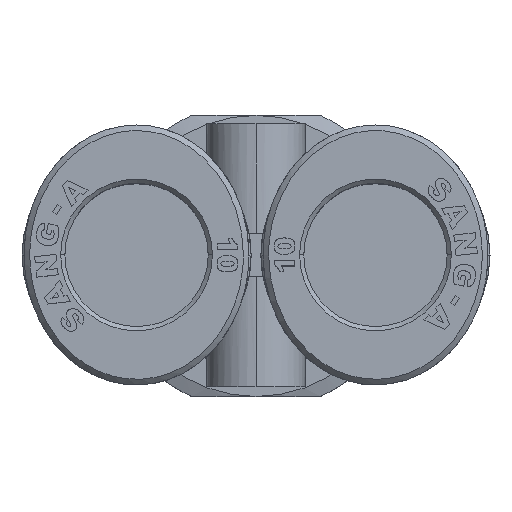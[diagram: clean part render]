
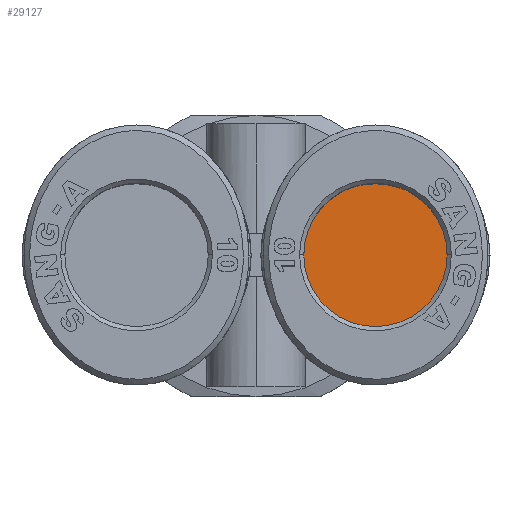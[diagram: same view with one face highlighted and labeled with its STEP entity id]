
A CAD part, top view. The second image highlights one B-rep face of the part: STEP entity #29127.
In plain terms, the highlighted face is planar.
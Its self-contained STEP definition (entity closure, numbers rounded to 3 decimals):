
#1347=CARTESIAN_POINT('',(-3.633,0.,-22.1));
#1348=VERTEX_POINT('',#1347);
#1357=CARTESIAN_POINT('',(-3.633,0.,-11.9));
#1358=VERTEX_POINT('',#1357);
#1359=CARTESIAN_POINT('',(-3.633,0.,-17.0));
#1360=DIRECTION('',(-1.0,0.0,0.0));
#1361=DIRECTION('',(0.0,0.0,-1.0));
#1362=AXIS2_PLACEMENT_3D('',#1359,#1360,#1361);
#1363=CIRCLE('',#1362,5.1);
#1364=EDGE_CURVE('',#1348,#1358,#1363,.T.);
#29108=CARTESIAN_POINT('',(-3.633,0.,-17.0));
#29109=DIRECTION('',(-1.0,0.0,0.0));
#29110=DIRECTION('',(0.0,0.0,-1.0));
#29111=AXIS2_PLACEMENT_3D('',#29108,#29109,#29110);
#29112=CIRCLE('',#29111,5.1);
#29113=EDGE_CURVE('',#1358,#1348,#29112,.T.);
#29118=CARTESIAN_POINT('',(-3.633,0.,-17.0));
#29119=DIRECTION('',(-1.0,0.0,0.0));
#29120=DIRECTION('',(0.0,0.0,-1.0));
#29121=AXIS2_PLACEMENT_3D('',#29118,#29119,#29120);
#29122=PLANE('',#29121);
#29123=ORIENTED_EDGE('',*,*,#1364,.F.);
#29124=ORIENTED_EDGE('',*,*,#29113,.F.);
#29125=EDGE_LOOP('',(#29123,#29124));
#29126=FACE_OUTER_BOUND('',#29125,.T.);
#29127=ADVANCED_FACE('',(#29126),#29122,.F.);
